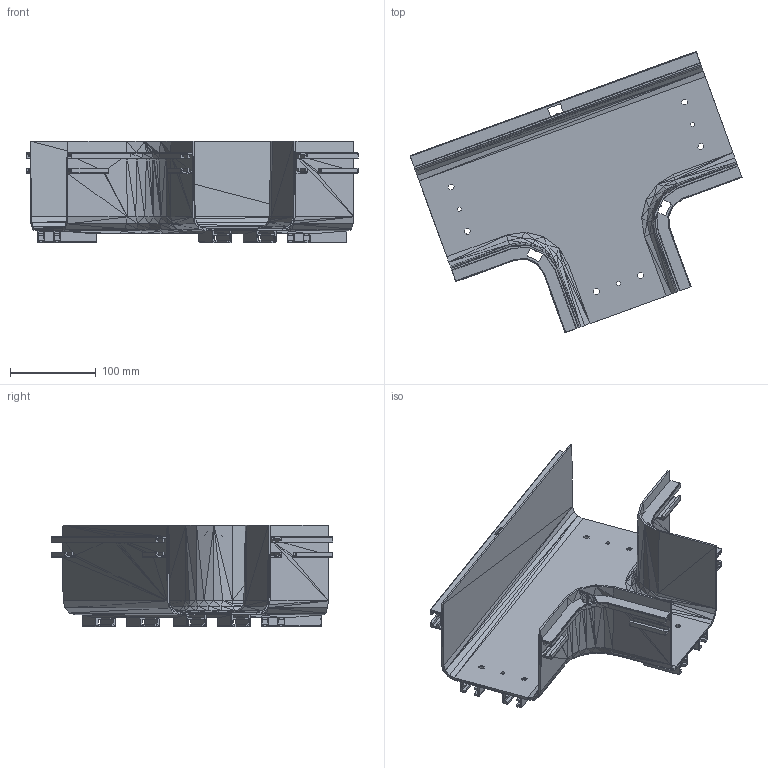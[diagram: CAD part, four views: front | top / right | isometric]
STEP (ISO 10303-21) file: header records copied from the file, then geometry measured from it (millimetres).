
FILE_DESCRIPTION(('FreeCAD Model'),'2;1');
FILE_NAME('Open CASCADE Shape Model','2022-12-01T12:07:46',('Author'),( ''),'Open CASCADE STEP processor 7.6','FreeCAD','Unknown');
FILE_SCHEMA(('AUTOMOTIVE_DESIGN { 1 0 10303 214 1 1 1 1 }'));
Products named in the file (1): DS_120_31320_T_________________________________________________________
______________________________120mm_horizontal_tee___________________
001001 (Solid)
Bounding box: 388.23 x 328.76 x 118.91 mm (x, y, z)
Volume: 524049.6 mm3; surface area: 349926.5 mm2
Topology: 1 solids, 1 shells, 1516 faces, 2665 edges, 1149 vertices
Faces by surface type: plane 1516
Entity records: 67800 total; most frequent: DIRECTION 11029, CARTESIAN_POINT 10661, LINE 7995, VECTOR 7995, ORIENTED_EDGE 5330, PCURVE 5330, DEFINITIONAL_REPRESENTATION 5330, EDGE_CURVE 2665
